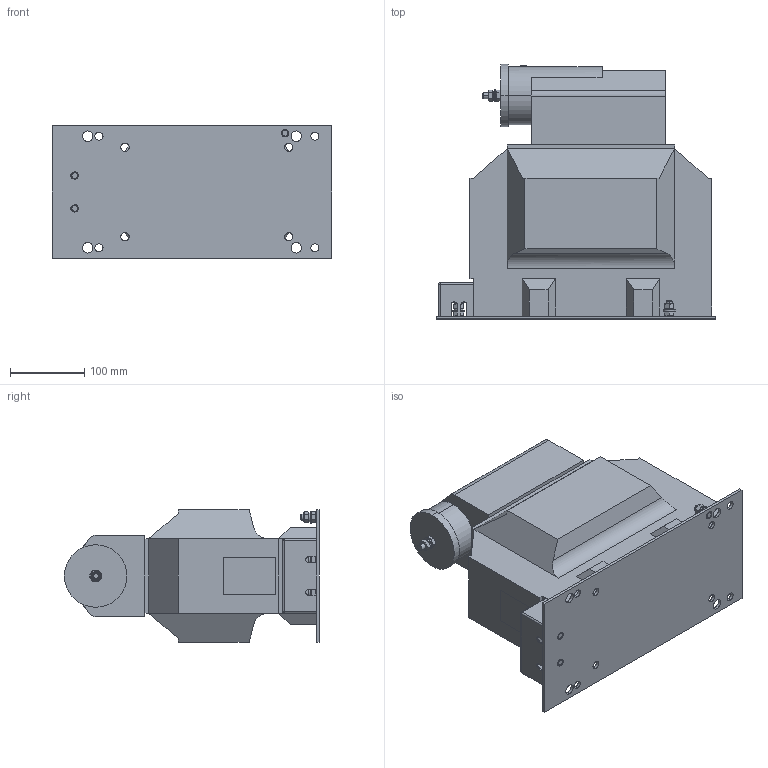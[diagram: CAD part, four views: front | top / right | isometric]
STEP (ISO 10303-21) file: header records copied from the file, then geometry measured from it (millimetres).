
FILE_DESCRIPTION (( 'STEP AP214' ), '1' );
FILE_NAME ('ﾍﾈﾎﾋ-ﾑﾒ-3-1ﾌﾏﾓ_ﾍﾈﾎﾋ-ﾑﾒ-6-1ﾌﾏﾓ_ﾍﾈﾎﾋ-ﾑﾒ-10-1ﾌﾏﾓ.STEP', '2023-08-10T18:33:14', ( '' ), ( '' ), 'SwSTEP 2.0', 'SolidWorks 2019', '' );
FILE_SCHEMA (( 'AUTOMOTIVE_DESIGN' ));
Length unit declared in the file: millimetre
Products named in the file (1): ﾍﾈﾎﾋ-ﾑﾒ-3-1ﾌﾏﾓ_ﾍﾈﾎﾋ-ﾑﾒ-6-1ﾌﾏﾓ_ﾍﾈﾎﾋ-ﾑﾒ-10-1ﾌﾏﾓ
Bounding box: 375 x 342.6 x 178 mm (x, y, z)
Volume: 11452881.7 mm3; surface area: 457319 mm2
Topology: 33 solids, 33 shells, 901 faces, 2312 edges, 1504 vertices
Faces by surface type: plane 492, cylinder 190, cone 127, bspline 72, torus 14, sphere 6
Entity records: 41204 total; most frequent: CARTESIAN_POINT 9425, ORIENTED_EDGE 4612, DIRECTION 4208, EDGE_CURVE 2306, VERTEX_POINT 1504, AXIS2_PLACEMENT_3D 1482, LINE 1244, VECTOR 1244
